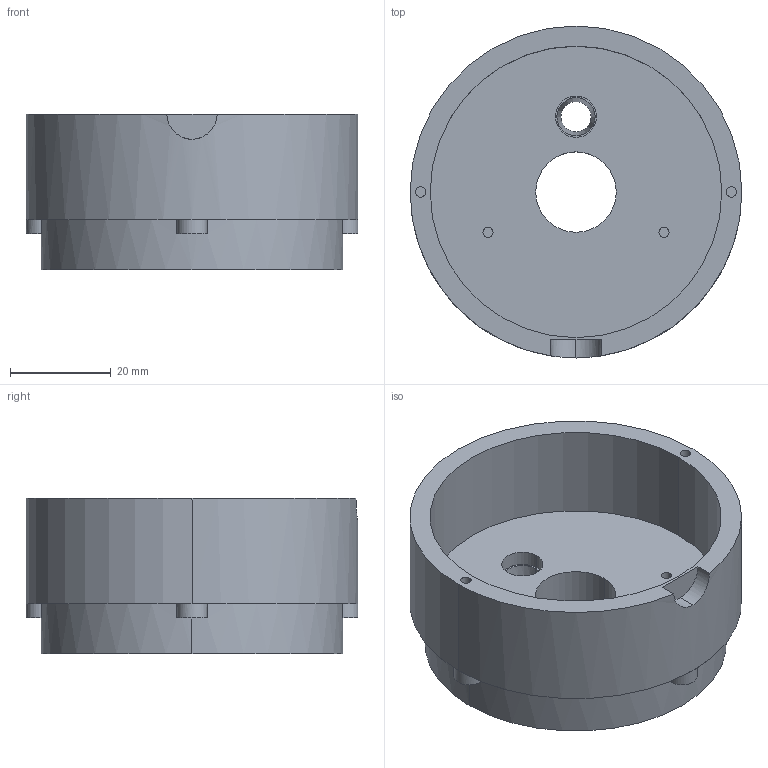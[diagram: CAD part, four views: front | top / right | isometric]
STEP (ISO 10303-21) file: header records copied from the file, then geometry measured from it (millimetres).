
FILE_DESCRIPTION (( 'STEP AP214' ), '1' );
FILE_NAME ('support_print.STEP', '2025-06-05T20:59:57', ( '' ), ( '' ), 'SwSTEP 2.0', 'SolidWorks 2024', '' );
FILE_SCHEMA (( 'AUTOMOTIVE_DESIGN' ));
Length unit declared in the file: inch
Products named in the file (1): support_print
Bounding box: 66 x 66 x 31 mm (x, y, z)
Volume: 46874.8 mm3; surface area: 17110.6 mm2
Topology: 1 solids, 1 shells, 48 faces, 113 edges, 73 vertices
Faces by surface type: cylinder 29, plane 17, cone 2
Entity records: 1484 total; most frequent: DIRECTION 283, CARTESIAN_POINT 273, ORIENTED_EDGE 226, AXIS2_PLACEMENT_3D 123, EDGE_CURVE 113, CIRCLE 74, VERTEX_POINT 73, EDGE_LOOP 58
